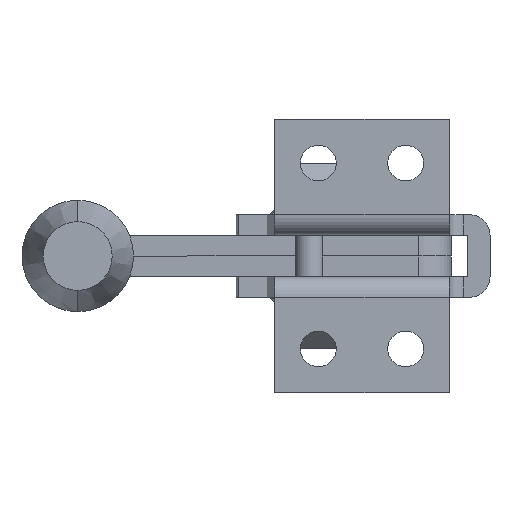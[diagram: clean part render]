
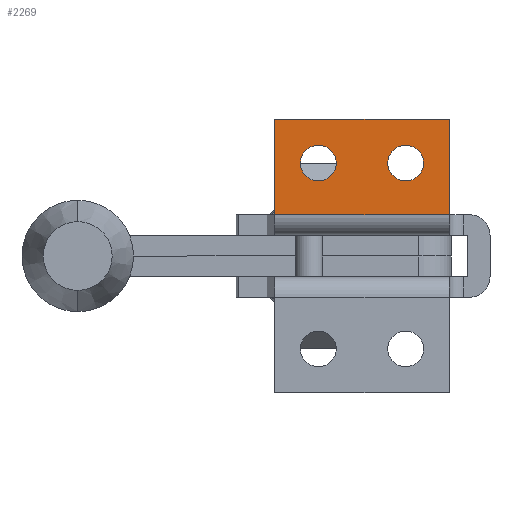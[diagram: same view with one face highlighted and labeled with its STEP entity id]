
A CAD part, front view. The second image highlights one B-rep face of the part: STEP entity #2269.
In plain terms, the highlighted planar face has unit normal (0, -1, 0).
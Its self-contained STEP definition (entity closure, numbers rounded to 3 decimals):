
#488 = DIRECTION ( 'NONE',  ( 0., 0., 1. ) ) ;
#1077 = DIRECTION ( 'NONE',  ( 0., 1., 0. ) ) ;
#1186 = DIRECTION ( 'NONE',  ( 1., 0., 0. ) ) ;
#1341 = DIRECTION ( 'NONE',  ( 0., 1., 0. ) ) ;
#1363 = CARTESIAN_POINT ( 'NONE',  ( -21.65, -0.001, 13.5 ) ) ;
#1538 = FACE_OUTER_BOUND ( 'NONE', #10078, .T. ) ;
#1767 = VECTOR ( 'NONE', #7138, 1000. ) ;
#1916 = VERTEX_POINT ( 'NONE', #2047 ) ;
#1958 = ORIENTED_EDGE ( 'NONE', *, *, #5809, .T. ) ;
#2047 = CARTESIAN_POINT ( 'NONE',  ( -21.65, -0.001, 10.9 ) ) ;
#2269 = ADVANCED_FACE ( 'NONE', ( #9893, #5808, #1538 ), #9077, .T. ) ;
#2475 = AXIS2_PLACEMENT_3D ( 'NONE', #3476, #9148, #4279 ) ;
#2543 = VERTEX_POINT ( 'NONE', #4573 ) ;
#2701 = CARTESIAN_POINT ( 'NONE',  ( -28., -0.001, 6.001 ) ) ;
#2786 = CARTESIAN_POINT ( 'NONE',  ( -2.6, -0.001, 19.85 ) ) ;
#2925 = DIRECTION ( 'NONE',  ( 0., -1., 0. ) ) ;
#2946 = CARTESIAN_POINT ( 'NONE',  ( -2.6, -0.001, 6.001 ) ) ;
#2954 = ORIENTED_EDGE ( 'NONE', *, *, #9492, .F. ) ;
#3248 = ORIENTED_EDGE ( 'NONE', *, *, #8761, .F. ) ;
#3294 = AXIS2_PLACEMENT_3D ( 'NONE', #3891, #9575, #4682 ) ;
#3476 = CARTESIAN_POINT ( 'NONE',  ( -21.65, -0.001, 13.5 ) ) ;
#3616 = CARTESIAN_POINT ( 'NONE',  ( -2.6, -0.001, 6.001 ) ) ;
#3891 = CARTESIAN_POINT ( 'NONE',  ( -8.95, -0.001, 13.5 ) ) ;
#3902 = CIRCLE ( 'NONE', #6973, 2.6 ) ;
#4081 = EDGE_LOOP ( 'NONE', ( #5420, #1958 ) ) ;
#4194 = CARTESIAN_POINT ( 'NONE',  ( -8.95, -0.001, 16.1 ) ) ;
#4279 = DIRECTION ( 'NONE',  ( 0., 0., 1. ) ) ;
#4552 = ORIENTED_EDGE ( 'NONE', *, *, #9973, .F. ) ;
#4573 = CARTESIAN_POINT ( 'NONE',  ( -8.95, -0.001, 10.9 ) ) ;
#4627 = AXIS2_PLACEMENT_3D ( 'NONE', #6609, #2925, #6165 ) ;
#4682 = DIRECTION ( 'NONE',  ( 0., 0., 1. ) ) ;
#5034 = LINE ( 'NONE', #5180, #6949 ) ;
#5110 = VERTEX_POINT ( 'NONE', #2786 ) ;
#5180 = CARTESIAN_POINT ( 'NONE',  ( -28., -0.001, 19.85 ) ) ;
#5420 = ORIENTED_EDGE ( 'NONE', *, *, #10469, .T. ) ;
#5466 = VERTEX_POINT ( 'NONE', #9303 ) ;
#5531 = AXIS2_PLACEMENT_3D ( 'NONE', #1363, #1077, #488 ) ;
#5538 = CIRCLE ( 'NONE', #5531, 2.6 ) ;
#5627 = VERTEX_POINT ( 'NONE', #2701 ) ;
#5808 = FACE_BOUND ( 'NONE', #4081, .T. ) ;
#5809 = EDGE_CURVE ( 'NONE', #1916, #5862, #5538, .T. ) ;
#5862 = VERTEX_POINT ( 'NONE', #6160 ) ;
#5878 = VERTEX_POINT ( 'NONE', #4194 ) ;
#6033 = CIRCLE ( 'NONE', #2475, 2.6 ) ;
#6160 = CARTESIAN_POINT ( 'NONE',  ( -21.65, -0.001, 16.1 ) ) ;
#6165 = DIRECTION ( 'NONE',  ( 0., 0., -1. ) ) ;
#6168 = CARTESIAN_POINT ( 'NONE',  ( -8.95, -0.001, 13.5 ) ) ;
#6170 = EDGE_CURVE ( 'NONE', #2543, #5878, #3902, .T. ) ;
#6192 = VERTEX_POINT ( 'NONE', #2946 ) ;
#6447 = VECTOR ( 'NONE', #8470, 1000. ) ;
#6609 = CARTESIAN_POINT ( 'NONE',  ( -2.6, -0.001, 6. ) ) ;
#6803 = ORIENTED_EDGE ( 'NONE', *, *, #6170, .T. ) ;
#6949 = VECTOR ( 'NONE', #10068, 1000. ) ;
#6973 = AXIS2_PLACEMENT_3D ( 'NONE', #6168, #1341, #6981 ) ;
#6981 = DIRECTION ( 'NONE',  ( 0., 0., 1. ) ) ;
#7071 = VECTOR ( 'NONE', #1186, 1000. ) ;
#7138 = DIRECTION ( 'NONE',  ( 0., 0., -1. ) ) ;
#7411 = ORIENTED_EDGE ( 'NONE', *, *, #9512, .T. ) ;
#8459 = CARTESIAN_POINT ( 'NONE',  ( -2.6, -0.001, 19.85 ) ) ;
#8470 = DIRECTION ( 'NONE',  ( 1., 0., 0. ) ) ;
#8480 = CIRCLE ( 'NONE', #3294, 2.6 ) ;
#8627 = LINE ( 'NONE', #3616, #6447 ) ;
#8673 = ORIENTED_EDGE ( 'NONE', *, *, #9703, .T. ) ;
#8761 = EDGE_CURVE ( 'NONE', #5110, #6192, #10398, .T. ) ;
#9077 = PLANE ( 'NONE',  #4627 ) ;
#9148 = DIRECTION ( 'NONE',  ( 0., 1., 0. ) ) ;
#9235 = LINE ( 'NONE', #8459, #7071 ) ;
#9303 = CARTESIAN_POINT ( 'NONE',  ( -28., -0.001, 19.85 ) ) ;
#9492 = EDGE_CURVE ( 'NONE', #5627, #5466, #5034, .T. ) ;
#9512 = EDGE_CURVE ( 'NONE', #5627, #6192, #8627, .T. ) ;
#9575 = DIRECTION ( 'NONE',  ( 0., 1., 0. ) ) ;
#9588 = EDGE_LOOP ( 'NONE', ( #8673, #6803 ) ) ;
#9703 = EDGE_CURVE ( 'NONE', #5878, #2543, #8480, .T. ) ;
#9893 = FACE_BOUND ( 'NONE', #9588, .T. ) ;
#9973 = EDGE_CURVE ( 'NONE', #5466, #5110, #9235, .T. ) ;
#10068 = DIRECTION ( 'NONE',  ( 0., 0., 1. ) ) ;
#10078 = EDGE_LOOP ( 'NONE', ( #4552, #2954, #7411, #3248 ) ) ;
#10377 = CARTESIAN_POINT ( 'NONE',  ( -2.6, -0.001, 6. ) ) ;
#10398 = LINE ( 'NONE', #10377, #1767 ) ;
#10469 = EDGE_CURVE ( 'NONE', #5862, #1916, #6033, .T. ) ;
